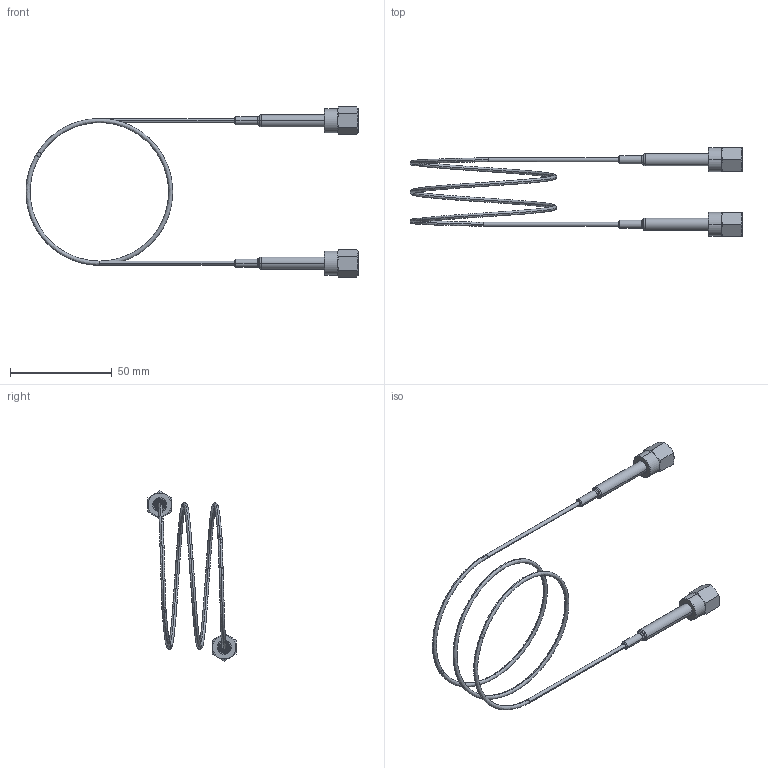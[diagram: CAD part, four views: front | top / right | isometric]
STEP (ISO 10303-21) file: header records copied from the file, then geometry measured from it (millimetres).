
FILE_DESCRIPTION((''),'2;1');
FILE_NAME('003H6860_ASM','2015-04-10T',('u317927'),('Danfoss'),'PRO/ENGINEER BY PARAMETRIC TECHNOLOGY CORPORATION, 2014000','PRO/ENGINEER BY PARAMETRIC TECHNOLOGY CORPORATION, 2014000','');
FILE_SCHEMA(('CONFIG_CONTROL_DESIGN'));
Length unit declared in the file: millimetre
Products named in the file (6): 8880268_AF0; 5191729_AF0; 5211524_AF0; 5191729; 5211524; 003H6860_ASM
Assembly tree (5 placements, depth 2):
  003H6860_ASM
    8880268_AF0
    5191729_AF0
    5211524_AF0
    5191729
    5211524
Bounding box: 162.99 x 43.38 x 83.48 mm (x, y, z)
Volume: 5500.7 mm3; surface area: 13192.9 mm2
Topology: 5 solids, 7 shells, 172 faces, 373 edges, 221 vertices
Faces by surface type: cylinder 64, plane 40, cone 24, bspline 22, torus 22
Entity records: 8753 total; most frequent: CARTESIAN_POINT 4931, DIRECTION 797, ORIENTED_EDGE 738, EDGE_CURVE 373, AXIS2_PLACEMENT_3D 348, VERTEX_POINT 221, EDGE_LOOP 194, CIRCLE 183
